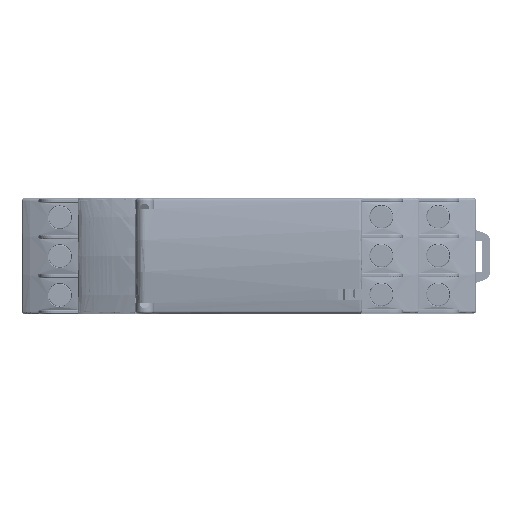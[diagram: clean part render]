
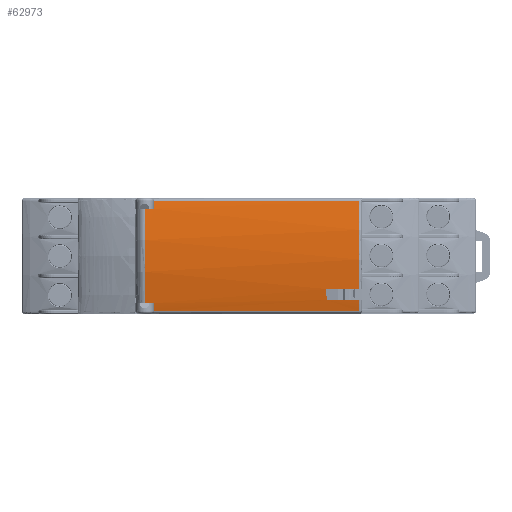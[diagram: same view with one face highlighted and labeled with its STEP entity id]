
A CAD part, left-side view. The second image highlights one B-rep face of the part: STEP entity #62973.
In plain terms, the highlighted cylindrical face has radius 50.197 mm (diameter 100.394 mm), a partial arc.
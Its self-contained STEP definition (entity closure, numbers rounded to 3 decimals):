
#60027=CARTESIAN_POINT('',(-6.55,-21.875,6.071));
#60053=DIRECTION('',(0.,-1.,0.));
#60054=VECTOR('',#60053,6.602);
#60055=CARTESIAN_POINT('',(-6.55,-15.273,6.071));
#60056=LINE('',#60055,#60054);
#60741=DIRECTION('',(0.,-1.,0.));
#60742=VECTOR('',#60741,1.8);
#60743=CARTESIAN_POINT('',(-9.375,20.575,5.617));
#60744=LINE('',#60743,#60742);
#60983=CARTESIAN_POINT('',(9.375,20.575,5.617));
#61038=DIRECTION('',(0.,1.,0.));
#61039=VECTOR('',#61038,1.8);
#61040=CARTESIAN_POINT('',(9.375,18.775,5.617));
#61041=LINE('',#61040,#61039);
#61136=CARTESIAN_POINT('',(10.451,18.775,5.4));
#61137=CARTESIAN_POINT('',(10.621,18.765,5.364));
#61138=CARTESIAN_POINT('',(10.79,18.755,5.327));
#61139=CARTESIAN_POINT('',(10.959,18.745,5.289));
#61181=CARTESIAN_POINT('',(0.,20.575,-43.697));
#61182=DIRECTION('',(0.,-1.,0.));
#61183=DIRECTION('',(0.187,0.,0.982));
#61184=AXIS2_PLACEMENT_3D('',#61181,#61182,#61183);
#61189=DIRECTION('',(0.,-1.,0.));
#61190=VECTOR('',#61189,40.62);
#61191=CARTESIAN_POINT('',(10.959,18.745,5.289));
#61192=LINE('',#61191,#61190);
#61196=CARTESIAN_POINT('',(0.,-21.875,-43.697));
#61197=DIRECTION('',(0.,1.,0.));
#61198=DIRECTION('',(-0.13,0.,0.991));
#61199=AXIS2_PLACEMENT_3D('',#61196,#61197,#61198);
#61204=CARTESIAN_POINT('',(0.,-21.875,-43.697));
#61205=DIRECTION('',(0.,-1.,0.));
#61206=DIRECTION('',(-0.174,0.,0.985));
#61207=AXIS2_PLACEMENT_3D('',#61204,#61205,#61206);
#61212=DIRECTION('',(0.,1.,0.));
#61213=VECTOR('',#61212,40.62);
#61214=CARTESIAN_POINT('',(-10.959,-21.875,5.289));
#61215=LINE('',#61214,#61213);
#61219=CARTESIAN_POINT('',(0.,18.775,-43.697));
#61220=DIRECTION('',(0.,1.,0.));
#61221=DIRECTION('',(0.187,0.,0.982));
#61222=AXIS2_PLACEMENT_3D('',#61219,#61220,#61221);
#61234=CARTESIAN_POINT('',(-6.55,-15.273,6.071));
#61235=CARTESIAN_POINT('',(-7.287,-15.329,
5.974));
#61236=CARTESIAN_POINT('',(-8.02,-15.394,
5.861));
#61237=CARTESIAN_POINT('',(-8.75,-15.469,5.731));
#61355=DIRECTION('',(0.,-1.,0.));
#61356=VECTOR('',#61355,6.406);
#61357=CARTESIAN_POINT('',(-8.75,-15.469,5.731));
#61358=LINE('',#61357,#61356);
#61444=CARTESIAN_POINT('',(-10.451,18.775,5.4));
#61445=CARTESIAN_POINT('',(-10.621,18.765,
5.364));
#61446=CARTESIAN_POINT('',(-10.79,18.755,
5.327));
#61447=CARTESIAN_POINT('',(-10.959,18.745,
5.289));
#61452=CARTESIAN_POINT('',(0.,18.775,-43.697));
#61453=DIRECTION('',(0.,-1.,0.));
#61454=DIRECTION('',(-0.187,0.,0.982));
#61455=AXIS2_PLACEMENT_3D('',#61452,#61453,#61454);
#61800=CARTESIAN_POINT('',(9.375,18.775,5.617));
#61801=CARTESIAN_POINT('',(10.451,18.775,5.4));
#61802=VERTEX_POINT('',#61800);
#61803=VERTEX_POINT('',#61801);
#61804=CARTESIAN_POINT('',(-9.375,18.775,5.617));
#61805=CARTESIAN_POINT('',(-10.451,18.775,5.4));
#61806=VERTEX_POINT('',#61804);
#61807=VERTEX_POINT('',#61805);
#61860=VERTEX_POINT('',#60983);
#61861=CARTESIAN_POINT('',(-9.375,20.575,5.617));
#61862=VERTEX_POINT('',#61861);
#61867=VERTEX_POINT('',#60027);
#61868=CARTESIAN_POINT('',(10.959,-21.875,5.289));
#61869=VERTEX_POINT('',#61868);
#61870=CARTESIAN_POINT('',(-6.55,-15.273,6.071));
#61871=VERTEX_POINT('',#61870);
#61896=CARTESIAN_POINT('',(10.959,18.745,5.289));
#61897=VERTEX_POINT('',#61896);
#61898=CARTESIAN_POINT('',(-10.959,-21.875,5.289));
#61899=CARTESIAN_POINT('',(-10.959,18.745,
5.289));
#61900=VERTEX_POINT('',#61898);
#61901=VERTEX_POINT('',#61899);
#61972=CARTESIAN_POINT('',(-8.75,-21.875,5.731));
#61973=VERTEX_POINT('',#61972);
#61975=CARTESIAN_POINT('',(-8.75,-15.469,5.731));
#61976=VERTEX_POINT('',#61975);
#62945=CARTESIAN_POINT('',(0.,22.375,-43.697));
#62946=DIRECTION('',(0.,1.,0.));
#62947=DIRECTION('',(1.,0.,0.));
#62948=AXIS2_PLACEMENT_3D('',#62945,#62946,#62947);
#62949=CYLINDRICAL_SURFACE('',#62948,50.197);
#62950=ORIENTED_EDGE('',*,*,#62652,.F.);
#62951=ORIENTED_EDGE('',*,*,#62759,.F.);
#62953=ORIENTED_EDGE('',*,*,#62952,.T.);
#62954=ORIENTED_EDGE('',*,*,#62882,.T.);
#62955=ORIENTED_EDGE('',*,*,#62902,.T.);
#62956=ORIENTED_EDGE('',*,*,#62070,.F.);
#62957=ORIENTED_EDGE('',*,*,#62096,.F.);
#62959=ORIENTED_EDGE('',*,*,#62958,.T.);
#62961=ORIENTED_EDGE('',*,*,#62960,.T.);
#62963=ORIENTED_EDGE('',*,*,#62962,.T.);
#62965=ORIENTED_EDGE('',*,*,#62964,.T.);
#62967=ORIENTED_EDGE('',*,*,#62966,.F.);
#62969=ORIENTED_EDGE('',*,*,#62968,.F.);
#62970=ORIENTED_EDGE('',*,*,#62564,.F.);
#62971=EDGE_LOOP('',(#62950,#62951,#62953,#62954,#62955,#62956,#62957,#62959,
#62961,#62963,#62965,#62967,#62969,#62970));
#62972=FACE_OUTER_BOUND('',#62971,.F.);
#61140=B_SPLINE_CURVE_WITH_KNOTS('',3,(#61136,#61137,#61138,#61139),
.UNSPECIFIED.,.F.,.F.,(4,4),(0.,1.),.UNSPECIFIED.);
#61185=CIRCLE('',#61184,50.197);
#61200=CIRCLE('',#61199,50.197);
#61208=CIRCLE('',#61207,50.197);
#61223=CIRCLE('',#61222,50.197);
#61238=B_SPLINE_CURVE_WITH_KNOTS('',3,(#61234,#61235,#61236,#61237),
.UNSPECIFIED.,.F.,.F.,(4,4),(0.,1.),.UNSPECIFIED.);
#61448=B_SPLINE_CURVE_WITH_KNOTS('',3,(#61444,#61445,#61446,#61447),
.UNSPECIFIED.,.F.,.F.,(4,4),(0.,1.),.UNSPECIFIED.);
#61456=CIRCLE('',#61455,50.197);
#62070=EDGE_CURVE('',#61867,#61869,#61200,.T.);
#62096=EDGE_CURVE('',#61871,#61867,#60056,.T.);
#62564=EDGE_CURVE('',#61862,#61806,#60744,.T.);
#62652=EDGE_CURVE('',#61860,#61862,#61185,.T.);
#62759=EDGE_CURVE('',#61802,#61860,#61041,.T.);
#62882=EDGE_CURVE('',#61803,#61897,#61140,.T.);
#62902=EDGE_CURVE('',#61897,#61869,#61192,.T.);
#62952=EDGE_CURVE('',#61802,#61803,#61223,.T.);
#62958=EDGE_CURVE('',#61871,#61976,#61238,.T.);
#62960=EDGE_CURVE('',#61976,#61973,#61358,.T.);
#62962=EDGE_CURVE('',#61973,#61900,#61208,.T.);
#62964=EDGE_CURVE('',#61900,#61901,#61215,.T.);
#62966=EDGE_CURVE('',#61807,#61901,#61448,.T.);
#62968=EDGE_CURVE('',#61806,#61807,#61456,.T.);
#62973=ADVANCED_FACE('',(#62972),#62949,.T.);
